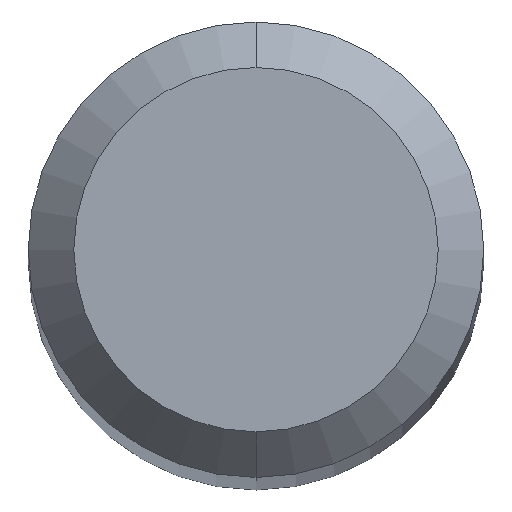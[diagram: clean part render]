
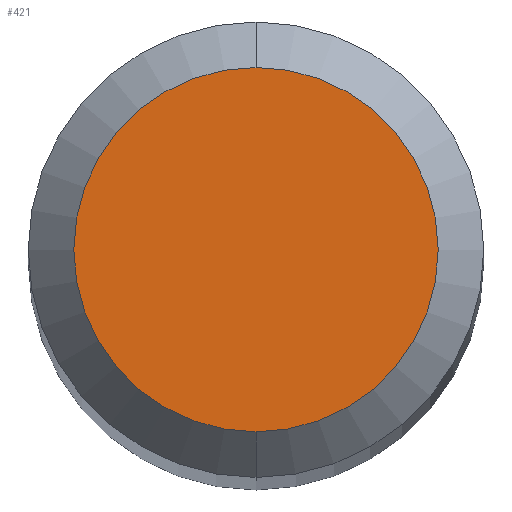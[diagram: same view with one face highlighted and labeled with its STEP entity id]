
A CAD part, top view. The second image highlights one B-rep face of the part: STEP entity #421.
In plain terms, the highlighted planar face has unit normal (0, 0, 1).
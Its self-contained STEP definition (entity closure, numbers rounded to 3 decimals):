
#221=EDGE_CURVE('',#423,#351,#515,.T.);
#351=VERTEX_POINT('',#660);
#355=EDGE_CURVE('',#351,#423,#664,.T.);
#421=ADVANCED_FACE('',(#738),#739,.T.);
#423=VERTEX_POINT('',#741);
#515=CIRCLE('',#883,1.2);
#660=CARTESIAN_POINT('',(0.,-1.2,0.0));
#664=CIRCLE('',#1177,1.2);
#738=FACE_OUTER_BOUND('',#1351,.T.);
#739=PLANE('',#1352);
#741=CARTESIAN_POINT('',(0.0,1.2,0.0));
#883=AXIS2_PLACEMENT_3D('',#1422,#1423,#1424);
#1177=AXIS2_PLACEMENT_3D('',#1606,#1607,#1608);
#1351=EDGE_LOOP('',(#1694,#1695));
#1352=AXIS2_PLACEMENT_3D('',#1696,#1697,#1698);
#1422=CARTESIAN_POINT('',(0.0,0.0,0.0));
#1423=DIRECTION('',(0.0,0.0,-1.0));
#1424=DIRECTION('',(0.0,1.0,0.0));
#1606=CARTESIAN_POINT('',(0.0,0.0,0.0));
#1607=DIRECTION('',(0.0,0.0,-1.0));
#1608=DIRECTION('',(0.0,1.0,0.0));
#1694=ORIENTED_EDGE('',*,*,#221,.F.);
#1695=ORIENTED_EDGE('',*,*,#355,.F.);
#1696=CARTESIAN_POINT('',(0.0,0.6,0.0));
#1697=DIRECTION('',(-0.0,0.0,1.0));
#1698=DIRECTION('',(0.0,-1.0,0.0));
